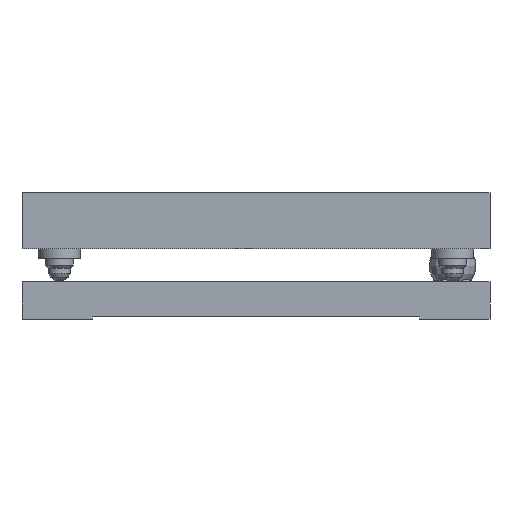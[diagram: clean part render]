
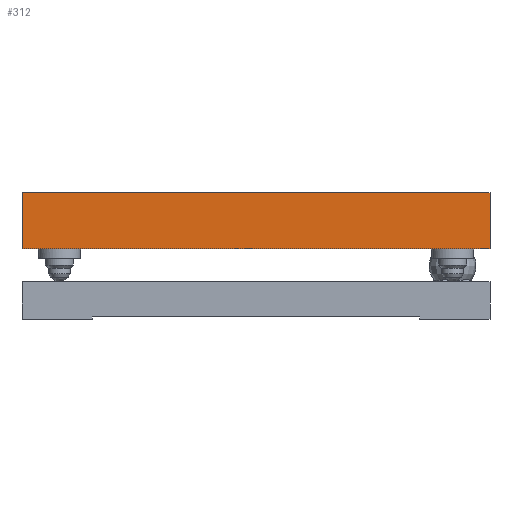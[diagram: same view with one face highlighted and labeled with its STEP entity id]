
A CAD part, front view. The second image highlights one B-rep face of the part: STEP entity #312.
In plain terms, the highlighted planar face has unit normal (0, -1, 0).
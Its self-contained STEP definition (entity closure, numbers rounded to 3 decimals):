
#312=ADVANCED_FACE('',(#684),#6377,.T.);
#684=FACE_OUTER_BOUND('',#1111,.T.);
#1111=EDGE_LOOP('',(#2173,#2174,#2175,#2176));
#2173=ORIENTED_EDGE('',*,*,#3981,.T.);
#2174=ORIENTED_EDGE('',*,*,#3982,.T.);
#2175=ORIENTED_EDGE('',*,*,#3978,.F.);
#2176=ORIENTED_EDGE('',*,*,#3918,.T.);
#3918=EDGE_CURVE('',#5944,#5945,#4722,.T.);
#3978=EDGE_CURVE('',#5944,#5968,#4756,.T.);
#3981=EDGE_CURVE('',#5945,#5970,#4759,.T.);
#3982=EDGE_CURVE('',#5970,#5968,#4760,.T.);
#4722=B_SPLINE_CURVE_WITH_KNOTS('',1,(#10757,#10758),.UNSPECIFIED.,.F.,
 .F.,(2,2),(-100.,0.),.UNSPECIFIED.);
#4756=B_SPLINE_CURVE_WITH_KNOTS('',1,(#11357,#11358),.UNSPECIFIED.,.F.,
 .F.,(2,2),(0.,12.),.UNSPECIFIED.);
#4759=B_SPLINE_CURVE_WITH_KNOTS('',1,(#11363,#11364),.UNSPECIFIED.,.F.,
 .F.,(2,2),(0.,12.),.UNSPECIFIED.);
#4760=B_SPLINE_CURVE_WITH_KNOTS('',1,(#11365,#11366),.UNSPECIFIED.,.F.,
 .F.,(2,2),(0.,100.),.UNSPECIFIED.);
#5944=VERTEX_POINT('',#8965);
#5945=VERTEX_POINT('',#8966);
#5968=VERTEX_POINT('',#8989);
#5970=VERTEX_POINT('',#8991);
#6377=PLANE('',#6841);
#6841=AXIS2_PLACEMENT_3D('',#8007,#7150,$);
#7150=DIRECTION('',(0.,-1.,0.));
#8007=CARTESIAN_POINT('',(-60.12,-60.,28.32));
#8965=CARTESIAN_POINT('',(50.,-60.,27.));
#8966=CARTESIAN_POINT('',(-50.,-60.,27.));
#8989=CARTESIAN_POINT('',(50.,-60.,15.));
#8991=CARTESIAN_POINT('',(-50.,-60.,15.));
#10757=CARTESIAN_POINT('',(50.,-60.,27.));
#10758=CARTESIAN_POINT('',(-50.,-60.,27.));
#11357=CARTESIAN_POINT('',(50.,-60.,27.));
#11358=CARTESIAN_POINT('',(50.,-60.,15.));
#11363=CARTESIAN_POINT('',(-50.,-60.,27.));
#11364=CARTESIAN_POINT('',(-50.,-60.,15.));
#11365=CARTESIAN_POINT('',(-50.,-60.,15.));
#11366=CARTESIAN_POINT('',(50.,-60.,15.));
